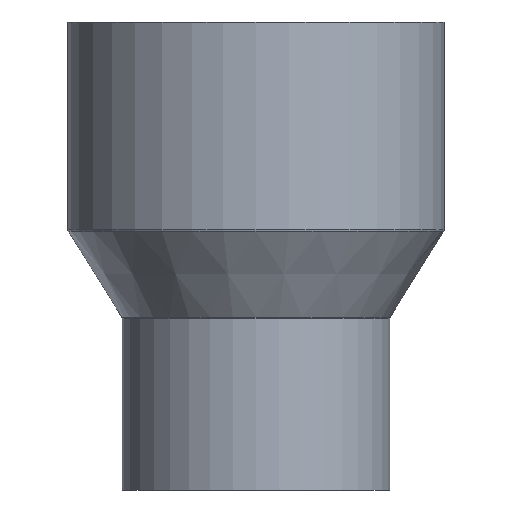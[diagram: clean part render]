
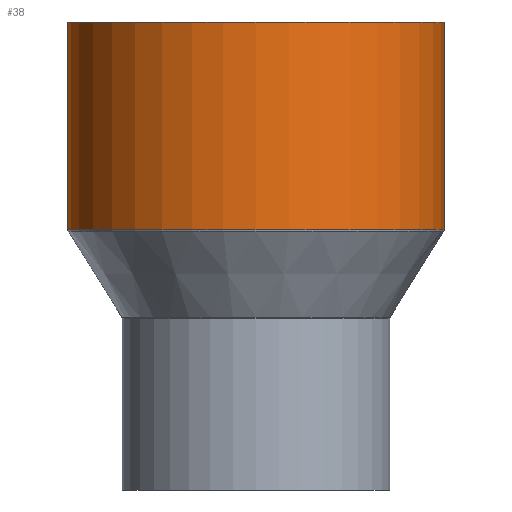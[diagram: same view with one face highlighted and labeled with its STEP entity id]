
A CAD part, front view. The second image highlights one B-rep face of the part: STEP entity #38.
In plain terms, the highlighted cylindrical face has radius 112.5 mm (diameter 225 mm), a partial arc.
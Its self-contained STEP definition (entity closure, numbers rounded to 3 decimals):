
#1 = LINE ( 'NONE', #413, #600 ) ;
#18 = VERTEX_POINT ( 'NONE', #403 ) ;
#27 = VERTEX_POINT ( 'NONE', #357 ) ;
#33 = CARTESIAN_POINT ( 'NONE',  ( 112.5, 0., -16.533 ) ) ;
#34 = VERTEX_POINT ( 'NONE', #442 ) ;
#35 = CIRCLE ( 'NONE', #525, 112.5 ) ;
#38 = ADVANCED_FACE ( 'NONE', ( #301 ), #355, .T. ) ;
#39 = DIRECTION ( 'NONE',  ( 0., 0., -1. ) ) ;
#42 = ORIENTED_EDGE ( 'NONE', *, *, #230, .T. ) ;
#68 = VECTOR ( 'NONE', #281, 1000. ) ;
#95 = CARTESIAN_POINT ( 'NONE',  ( 0., 0., 23.454 ) ) ;
#99 = EDGE_CURVE ( 'NONE', #138, #34, #1, .T. ) ;
#101 = AXIS2_PLACEMENT_3D ( 'NONE', #619, #529, #221 ) ;
#103 = DIRECTION ( 'NONE',  ( -1., 0., 0. ) ) ;
#105 = DIRECTION ( 'NONE',  ( 0., 0., -1. ) ) ;
#138 = VERTEX_POINT ( 'NONE', #460 ) ;
#175 = ORIENTED_EDGE ( 'NONE', *, *, #99, .T. ) ;
#187 = ORIENTED_EDGE ( 'NONE', *, *, #309, .F. ) ;
#201 = CIRCLE ( 'NONE', #101, 112.5 ) ;
#221 = DIRECTION ( 'NONE',  ( -1., 0., 0. ) ) ;
#230 = EDGE_CURVE ( 'NONE', #27, #138, #201, .T. ) ;
#281 = DIRECTION ( 'NONE',  ( 0., 0., -1. ) ) ;
#301 = FACE_OUTER_BOUND ( 'NONE', #478, .T. ) ;
#309 = EDGE_CURVE ( 'NONE', #27, #18, #516, .T. ) ;
#355 = CYLINDRICAL_SURFACE ( 'NONE', #441, 112.5 ) ;
#357 = CARTESIAN_POINT ( 'NONE',  ( 112.5, 0., 147.88 ) ) ;
#403 = CARTESIAN_POINT ( 'NONE',  ( 112.5, 0., 23.454 ) ) ;
#413 = CARTESIAN_POINT ( 'NONE',  ( -112.5, 0., -16.533 ) ) ;
#433 = EDGE_CURVE ( 'NONE', #18, #34, #35, .T. ) ;
#440 = DIRECTION ( 'NONE',  ( -1., 0., 0. ) ) ;
#441 = AXIS2_PLACEMENT_3D ( 'NONE', #640, #39, #103 ) ;
#442 = CARTESIAN_POINT ( 'NONE',  ( -112.5, 0., 23.454 ) ) ;
#460 = CARTESIAN_POINT ( 'NONE',  ( -112.5, 0., 147.88 ) ) ;
#478 = EDGE_LOOP ( 'NONE', ( #187, #42, #175, #557 ) ) ;
#516 = LINE ( 'NONE', #33, #68 ) ;
#525 = AXIS2_PLACEMENT_3D ( 'NONE', #95, #651, #440 ) ;
#529 = DIRECTION ( 'NONE',  ( 0., 0., -1. ) ) ;
#557 = ORIENTED_EDGE ( 'NONE', *, *, #433, .F. ) ;
#600 = VECTOR ( 'NONE', #105, 1000. ) ;
#619 = CARTESIAN_POINT ( 'NONE',  ( 0., 0., 147.88 ) ) ;
#640 = CARTESIAN_POINT ( 'NONE',  ( 0., 0., -16.533 ) ) ;
#651 = DIRECTION ( 'NONE',  ( 0., 0., -1. ) ) ;
